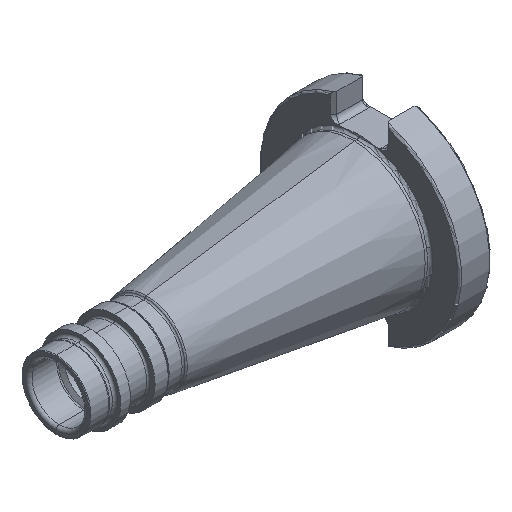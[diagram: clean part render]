
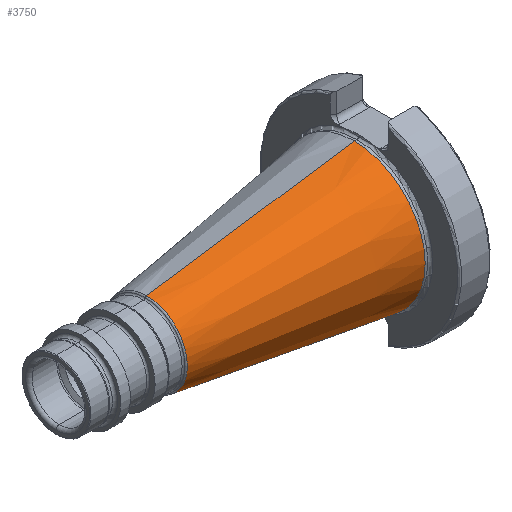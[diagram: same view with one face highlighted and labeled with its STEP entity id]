
A CAD part, isometric view. The second image highlights one B-rep face of the part: STEP entity #3750.
In plain terms, the highlighted conical face has half-angle 8.297 degrees and reference radius 22.225 mm.
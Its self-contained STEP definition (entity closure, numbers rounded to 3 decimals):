
#133 = DIRECTION ( 'NONE',  ( 0.99, 0., 0.144 ) ) ;
#154 = VERTEX_POINT ( 'NONE', #4052 ) ;
#205 = VERTEX_POINT ( 'NONE', #2349 ) ;
#397 = LINE ( 'NONE', #1447, #1181 ) ;
#465 = DIRECTION ( 'NONE',  ( 0., 0., -1. ) ) ;
#498 = CONICAL_SURFACE ( 'NONE', #2271, 22.225, 0.145 ) ;
#584 = ORIENTED_EDGE ( 'NONE', *, *, #2633, .T. ) ;
#694 = AXIS2_PLACEMENT_3D ( 'NONE', #1091, #3545, #1453 ) ;
#1091 = CARTESIAN_POINT ( 'NONE',  ( 0., 0., 0. ) ) ;
#1181 = VECTOR ( 'NONE', #1494, 1000. ) ;
#1238 = EDGE_CURVE ( 'NONE', #4079, #205, #3264, .T. ) ;
#1447 = CARTESIAN_POINT ( 'NONE',  ( 0., 0., -22.225 ) ) ;
#1453 = DIRECTION ( 'NONE',  ( 0., 0., 1. ) ) ;
#1494 = DIRECTION ( 'NONE',  ( 0.99, 0., -0.144 ) ) ;
#1712 = EDGE_LOOP ( 'NONE', ( #3356, #2394, #584, #3248 ) ) ;
#2271 = AXIS2_PLACEMENT_3D ( 'NONE', #2875, #3923, #465 ) ;
#2275 = VERTEX_POINT ( 'NONE', #3780 ) ;
#2349 = CARTESIAN_POINT ( 'NONE',  ( -64.988, 0., 12.748 ) ) ;
#2394 = ORIENTED_EDGE ( 'NONE', *, *, #1238, .F. ) ;
#2531 = VECTOR ( 'NONE', #133, 1000. ) ;
#2633 = EDGE_CURVE ( 'NONE', #4079, #154, #397, .T. ) ;
#2875 = CARTESIAN_POINT ( 'NONE',  ( 0., 0., 0. ) ) ;
#3117 = EDGE_CURVE ( 'NONE', #205, #2275, #3686, .T. ) ;
#3248 = ORIENTED_EDGE ( 'NONE', *, *, #3662, .T. ) ;
#3264 = CIRCLE ( 'NONE', #3333, 12.748 ) ;
#3333 = AXIS2_PLACEMENT_3D ( 'NONE', #4386, #4389, #4416 ) ;
#3356 = ORIENTED_EDGE ( 'NONE', *, *, #3117, .F. ) ;
#3545 = DIRECTION ( 'NONE',  ( -1., 0., 0. ) ) ;
#3580 = CARTESIAN_POINT ( 'NONE',  ( 0., 0., 22.225 ) ) ;
#3662 = EDGE_CURVE ( 'NONE', #154, #2275, #3682, .T. ) ;
#3682 = CIRCLE ( 'NONE', #694, 22.225 ) ;
#3686 = LINE ( 'NONE', #3580, #2531 ) ;
#3750 = ADVANCED_FACE ( 'NONE', ( #4186 ), #498, .T. ) ;
#3780 = CARTESIAN_POINT ( 'NONE',  ( 0., 0., 22.225 ) ) ;
#3923 = DIRECTION ( 'NONE',  ( 1., 0., 0. ) ) ;
#4052 = CARTESIAN_POINT ( 'NONE',  ( 0., 0., -22.225 ) ) ;
#4079 = VERTEX_POINT ( 'NONE', #4233 ) ;
#4186 = FACE_OUTER_BOUND ( 'NONE', #1712, .T. ) ;
#4233 = CARTESIAN_POINT ( 'NONE',  ( -64.988, 0., -12.748 ) ) ;
#4386 = CARTESIAN_POINT ( 'NONE',  ( -64.988, 0., 0. ) ) ;
#4389 = DIRECTION ( 'NONE',  ( -1., 0., 0. ) ) ;
#4416 = DIRECTION ( 'NONE',  ( 0., 0., 1. ) ) ;
